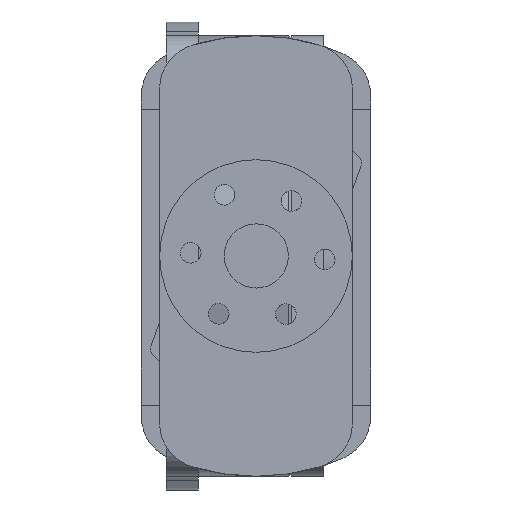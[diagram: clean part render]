
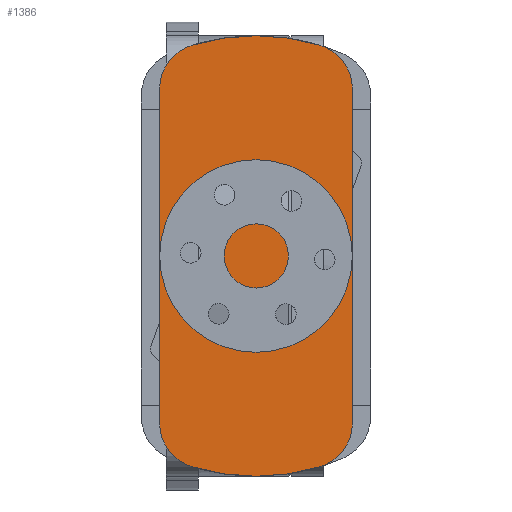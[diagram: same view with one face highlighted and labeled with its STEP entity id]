
A CAD part, left-side view. The second image highlights one B-rep face of the part: STEP entity #1386.
In plain terms, the highlighted planar face has unit normal (-1, 0, 0).
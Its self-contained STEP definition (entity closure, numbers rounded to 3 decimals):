
#639=PLANE('',#14780);
#1033=FACE_BOUND('',#3190,.T.);
#1034=FACE_BOUND('',#3191,.T.);
#1035=FACE_BOUND('',#3192,.T.);
#1036=FACE_BOUND('',#3193,.T.);
#1037=FACE_BOUND('',#3194,.T.);
#1038=FACE_BOUND('',#3195,.T.);
#1039=FACE_BOUND('',#3196,.T.);
#1386=ADVANCED_FACE('',(#1033,#1034,#1035,#1036,#1037,#1038,#1039),#639,
 .F.);
#3190=EDGE_LOOP('',(#5269));
#3191=EDGE_LOOP('',(#5270));
#3192=EDGE_LOOP('',(#5271));
#3193=EDGE_LOOP('',(#5272));
#3194=EDGE_LOOP('',(#5273));
#3195=EDGE_LOOP('',(#5274));
#3196=EDGE_LOOP('',(#5275,#5276,#5277,#5278,#5279,#5280,#5281,#5282));
#4195=CIRCLE('',#14768,2.25);
#4196=CIRCLE('',#14769,2.25);
#4197=CIRCLE('',#14770,2.25);
#4198=CIRCLE('',#14771,2.25);
#4199=CIRCLE('',#14772,2.25);
#4200=CIRCLE('',#14773,2.25);
#4201=CIRCLE('',#14774,10.);
#4202=CIRCLE('',#14775,48.);
#4203=CIRCLE('',#14776,10.);
#4204=CIRCLE('',#14777,10.);
#4205=CIRCLE('',#14778,48.);
#4206=CIRCLE('',#14779,10.);
#5269=ORIENTED_EDGE('',*,*,#10598,.F.);
#5270=ORIENTED_EDGE('',*,*,#10599,.F.);
#5271=ORIENTED_EDGE('',*,*,#10600,.F.);
#5272=ORIENTED_EDGE('',*,*,#10601,.F.);
#5273=ORIENTED_EDGE('',*,*,#10602,.F.);
#5274=ORIENTED_EDGE('',*,*,#10603,.T.);
#5275=ORIENTED_EDGE('',*,*,#10604,.F.);
#5276=ORIENTED_EDGE('',*,*,#10605,.T.);
#5277=ORIENTED_EDGE('',*,*,#10606,.T.);
#5278=ORIENTED_EDGE('',*,*,#10607,.T.);
#5279=ORIENTED_EDGE('',*,*,#10608,.F.);
#5280=ORIENTED_EDGE('',*,*,#10609,.T.);
#5281=ORIENTED_EDGE('',*,*,#10610,.T.);
#5282=ORIENTED_EDGE('',*,*,#10611,.T.);
#9193=VERTEX_POINT('',#21403);
#9194=VERTEX_POINT('',#21405);
#9195=VERTEX_POINT('',#21407);
#9196=VERTEX_POINT('',#21409);
#9197=VERTEX_POINT('',#21411);
#9198=VERTEX_POINT('',#21413);
#9199=VERTEX_POINT('',#21415);
#9200=VERTEX_POINT('',#21416);
#9201=VERTEX_POINT('',#21418);
#9202=VERTEX_POINT('',#21420);
#9203=VERTEX_POINT('',#21422);
#9204=VERTEX_POINT('',#21424);
#9205=VERTEX_POINT('',#21426);
#9206=VERTEX_POINT('',#21428);
#10598=EDGE_CURVE('',#9193,#9193,#4195,.T.);
#10599=EDGE_CURVE('',#9194,#9194,#4196,.T.);
#10600=EDGE_CURVE('',#9195,#9195,#4197,.T.);
#10601=EDGE_CURVE('',#9196,#9196,#4198,.T.);
#10602=EDGE_CURVE('',#9197,#9197,#4199,.T.);
#10603=EDGE_CURVE('',#9198,#9198,#4200,.T.);
#10604=EDGE_CURVE('',#9199,#9200,#12553,.T.);
#10605=EDGE_CURVE('',#9199,#9201,#4201,.T.);
#10606=EDGE_CURVE('',#9201,#9202,#4202,.T.);
#10607=EDGE_CURVE('',#9202,#9203,#4203,.T.);
#10608=EDGE_CURVE('',#9204,#9203,#12554,.T.);
#10609=EDGE_CURVE('',#9204,#9205,#4204,.T.);
#10610=EDGE_CURVE('',#9205,#9206,#4205,.T.);
#10611=EDGE_CURVE('',#9206,#9200,#4206,.T.);
#12553=LINE('',#21414,#13589);
#12554=LINE('',#21423,#13590);
#13589=VECTOR('',#16667,1.);
#13590=VECTOR('',#16674,1.);
#14768=AXIS2_PLACEMENT_3D('',#21402,#16655,#16656);
#14769=AXIS2_PLACEMENT_3D('',#21404,#16657,#16658);
#14770=AXIS2_PLACEMENT_3D('',#21406,#16659,#16660);
#14771=AXIS2_PLACEMENT_3D('',#21408,#16661,#16662);
#14772=AXIS2_PLACEMENT_3D('',#21410,#16663,#16664);
#14773=AXIS2_PLACEMENT_3D('',#21412,#16665,#16666);
#14774=AXIS2_PLACEMENT_3D('',#21417,#16668,#16669);
#14775=AXIS2_PLACEMENT_3D('',#21419,#16670,#16671);
#14776=AXIS2_PLACEMENT_3D('',#21421,#16672,#16673);
#14777=AXIS2_PLACEMENT_3D('',#21425,#16675,#16676);
#14778=AXIS2_PLACEMENT_3D('',#21427,#16677,#16678);
#14779=AXIS2_PLACEMENT_3D('',#21429,#16679,#16680);
#14780=AXIS2_PLACEMENT_3D('',#21430,#16681,#16682);
#16655=DIRECTION('',(-1.,0.,0.));
#16656=DIRECTION('',(0.,-1.,0.));
#16657=DIRECTION('',(-1.,0.,0.));
#16658=DIRECTION('',(0.,-1.,0.));
#16659=DIRECTION('',(-1.,0.,0.));
#16660=DIRECTION('',(0.,-1.,0.));
#16661=DIRECTION('',(-1.,0.,0.));
#16662=DIRECTION('',(0.,-1.,0.));
#16663=DIRECTION('',(-1.,0.,0.));
#16664=DIRECTION('',(0.,-1.,0.));
#16665=DIRECTION('',(1.,0.,0.));
#16666=DIRECTION('',(0.,-1.,0.));
#16667=DIRECTION('',(0.,0.,1.));
#16668=DIRECTION('',(-1.,0.,0.));
#16669=DIRECTION('',(0.,-1.,0.));
#16670=DIRECTION('',(-1.,0.,0.));
#16671=DIRECTION('',(0.,-1.,0.));
#16672=DIRECTION('',(-1.,0.,0.));
#16673=DIRECTION('',(0.,-1.,0.));
#16674=DIRECTION('',(0.,0.,-1.));
#16675=DIRECTION('',(-1.,0.,0.));
#16676=DIRECTION('',(0.,-1.,0.));
#16677=DIRECTION('',(-1.,0.,0.));
#16678=DIRECTION('',(0.,-1.,0.));
#16679=DIRECTION('',(-1.,0.,0.));
#16680=DIRECTION('',(0.,-1.,0.));
#16681=DIRECTION('',(1.,0.,0.));
#16682=DIRECTION('',(0.,-1.,0.));
#21402=CARTESIAN_POINT('',(10.048,8.129,-12.605));
#21403=CARTESIAN_POINT('',(10.048,5.879,-12.605));
#21404=CARTESIAN_POINT('',(10.048,14.231,0.702));
#21405=CARTESIAN_POINT('',(10.048,11.981,0.702));
#21406=CARTESIAN_POINT('',(10.048,-14.984,-0.739));
#21407=CARTESIAN_POINT('',(10.048,-17.234,-0.739));
#21408=CARTESIAN_POINT('',(10.048,6.849,13.344));
#21409=CARTESIAN_POINT('',(10.048,4.599,13.344));
#21410=CARTESIAN_POINT('',(10.048,-6.51,-12.677));
#21411=CARTESIAN_POINT('',(10.048,-8.76,-12.677));
#21412=CARTESIAN_POINT('',(10.048,-7.726,11.975));
#21413=CARTESIAN_POINT('',(10.048,-9.976,11.975));
#21414=CARTESIAN_POINT('',(10.048,20.998,-43.));
#21415=CARTESIAN_POINT('',(10.048,20.998,-36.373));
#21416=CARTESIAN_POINT('',(10.048,20.998,36.373));
#21417=CARTESIAN_POINT('',(10.048,10.998,-36.373));
#21418=CARTESIAN_POINT('',(10.048,13.893,-45.945));
#21419=CARTESIAN_POINT('',(10.048,-0.002,0.));
#21420=CARTESIAN_POINT('',(10.048,-13.897,-45.945));
#21421=CARTESIAN_POINT('',(10.048,-11.002,-36.373));
#21422=CARTESIAN_POINT('',(10.048,-21.002,-36.373));
#21423=CARTESIAN_POINT('',(10.048,-21.002,43.));
#21424=CARTESIAN_POINT('',(10.048,-21.002,36.373));
#21425=CARTESIAN_POINT('',(10.048,-11.002,36.373));
#21426=CARTESIAN_POINT('',(10.048,-13.897,45.945));
#21427=CARTESIAN_POINT('',(10.048,-0.002,0.));
#21428=CARTESIAN_POINT('',(10.048,13.893,45.945));
#21429=CARTESIAN_POINT('',(10.048,10.998,36.373));
#21430=CARTESIAN_POINT('',(10.048,-0.002,0.));
